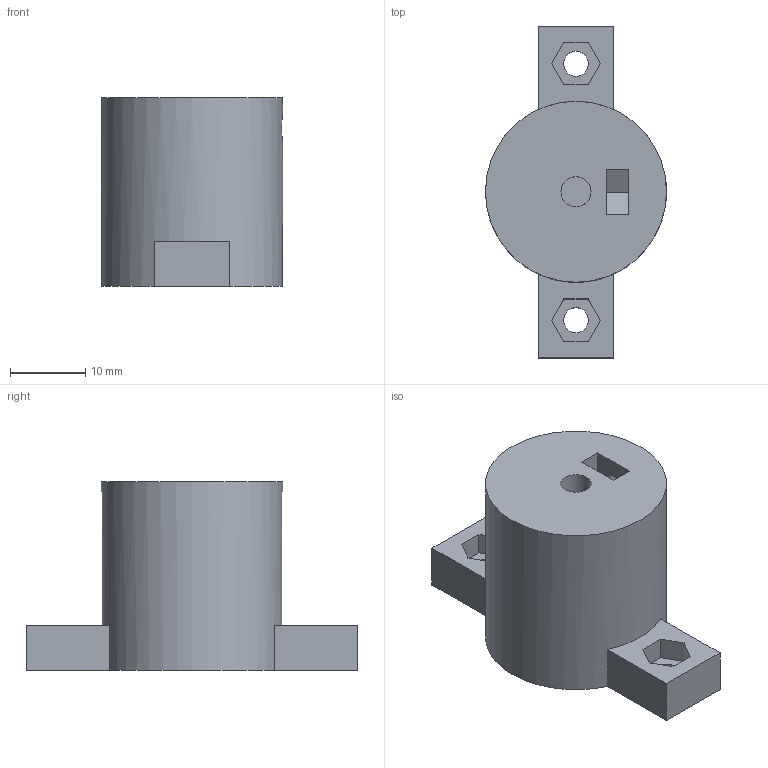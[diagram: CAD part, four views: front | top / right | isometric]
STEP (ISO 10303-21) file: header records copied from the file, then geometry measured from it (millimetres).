
FILE_DESCRIPTION(('FreeCAD Model'),'2;1');
FILE_NAME('base-motor-fix2.step', '2015-04-27T12:19:58',('Author'),(''), 'Open CASCADE STEP processor 6.8','FreeCAD','Unknown');
FILE_SCHEMA(('AUTOMOTIVE_DESIGN_CC2 { 1 2 10303 214 -1 1 5 4 }'));
Length unit declared in the file: millimetre
Products named in the file (1): Base_Motor_Fix2-N
Bounding box: 24 x 44 x 25 mm (x, y, z)
Volume: 11932.3 mm3; surface area: 3993.7 mm2
Topology: 1 solids, 1 shells, 37 faces, 101 edges, 68 vertices
Faces by surface type: plane 31, cylinder 6
Full cylindrical faces by diameter (mm): 3.3 x4, 4 x1, 24 x1
Entity records: 3360 total; most frequent: CARTESIAN_POINT 1361, DIRECTION 344, LINE 235, VECTOR 235, ORIENTED_EDGE 202, PCURVE 202, DEFINITIONAL_REPRESENTATION 202, EDGE_CURVE 101
